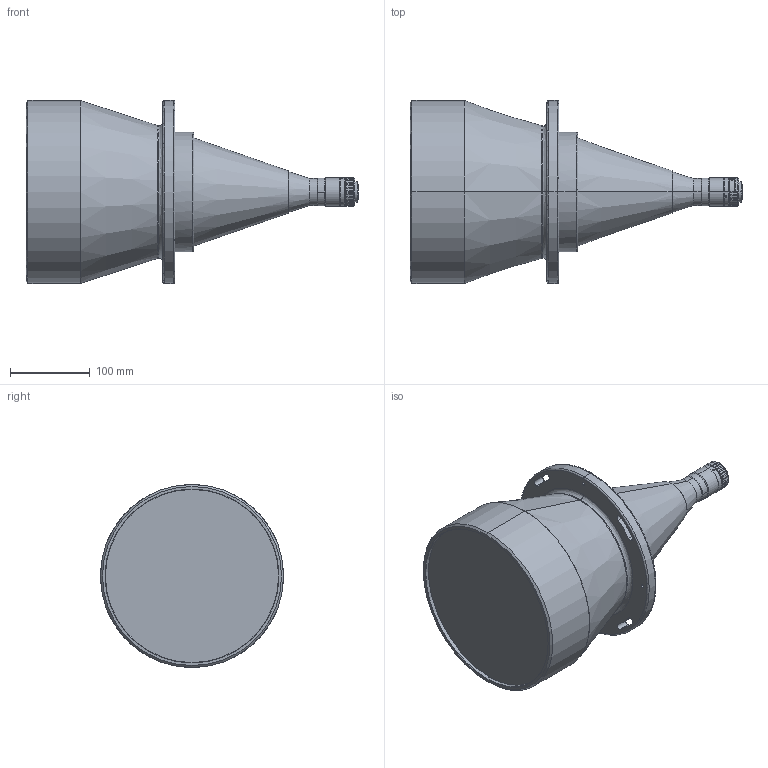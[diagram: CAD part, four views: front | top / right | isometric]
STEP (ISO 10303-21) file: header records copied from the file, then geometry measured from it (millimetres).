
FILE_DESCRIPTION (( 'STEP AP203' ), '1' );
FILE_NAME ('DTCM230-190-AL.STEP', '2019-11-13T08:40:53', ( 'Windows 蚚誧' ), ( '' ), 'SwSTEP 2.0', 'SolidWorks 2017', '' );
FILE_SCHEMA (( 'CONFIG_CONTROL_DESIGN' ));
Length unit declared in the file: millimetre
Products named in the file (1): DTCM230-190-AL
Bounding box: 417.14 x 230 x 230 mm (x, y, z)
Volume: 7828813.3 mm3; surface area: 279945.8 mm2
Topology: 6 solids, 6 shells, 196 faces, 473 edges, 299 vertices
Faces by surface type: cylinder 107, cone 51, plane 24, bspline 14
Entity records: 7270 total; most frequent: CARTESIAN_POINT 2726, ORIENTED_EDGE 938, DIRECTION 927, EDGE_CURVE 469, AXIS2_PLACEMENT_3D 388, VERTEX_POINT 299, EDGE_LOOP 228, CIRCLE 205
